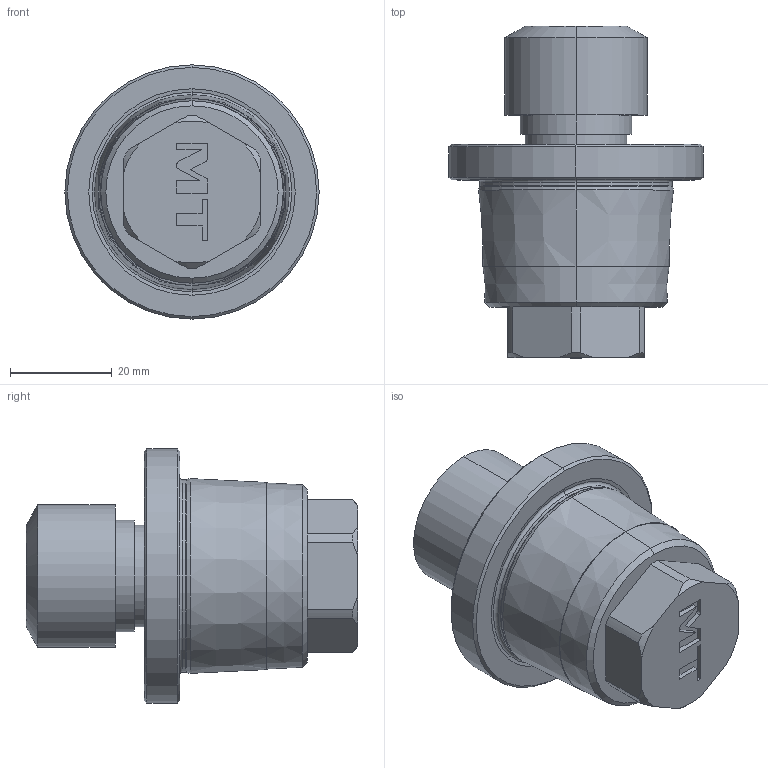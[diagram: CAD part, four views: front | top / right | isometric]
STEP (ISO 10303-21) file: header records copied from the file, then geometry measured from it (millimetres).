
FILE_DESCRIPTION((''),'2;1');
FILE_NAME('MTSK50A05_CONF','2025-01-27T17:50:46',('fpalella'),('M.T. srl'),'CREO PARAMETRIC BY PTC INC, 2023352','CREO PARAMETRIC BY PTC INC, 2023352','');
FILE_SCHEMA(('CONFIG_CONTROL_DESIGN'));
Length unit declared in the file: millimetre
Products named in the file (1): MTSK50A05_CONF
Bounding box: 50 x 65.26 x 50 mm (x, y, z)
Volume: 58600.6 mm3; surface area: 11340.8 mm2
Topology: 1 solids, 1 shells, 84 faces, 201 edges, 128 vertices
Faces by surface type: plane 38, cone 22, cylinder 18, torus 4, extrusion 2
Entity records: 2514 total; most frequent: CARTESIAN_POINT 492, DIRECTION 419, ORIENTED_EDGE 402, EDGE_CURVE 201, AXIS2_PLACEMENT_3D 150, VERTEX_POINT 128, VECTOR 119, LINE 117
